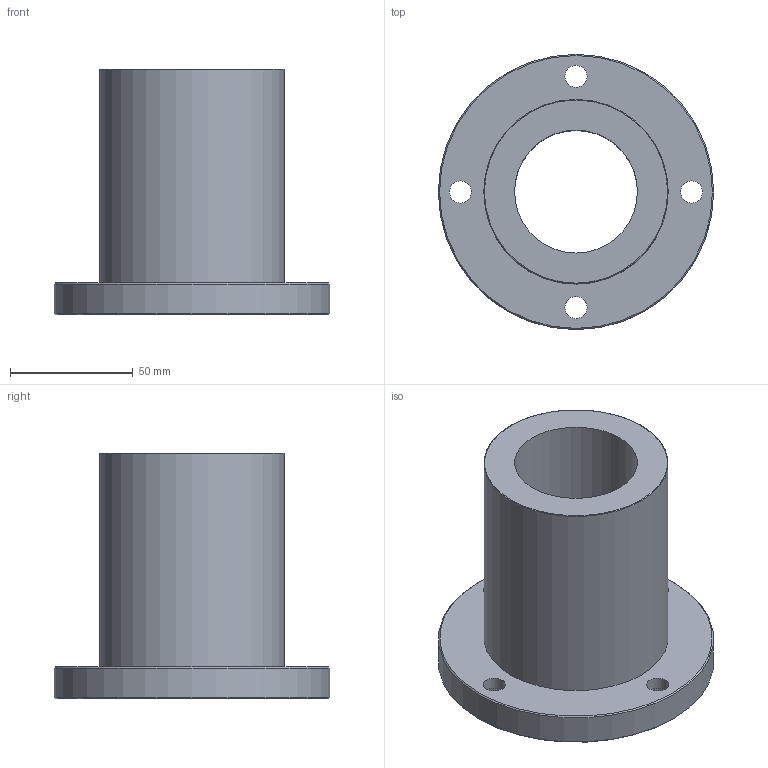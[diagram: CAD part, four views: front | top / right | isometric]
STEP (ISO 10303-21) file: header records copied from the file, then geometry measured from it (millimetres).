
FILE_DESCRIPTION(/* description */ ('KBF 50 G'),/* implementation_level */ '2;1');
FILE_NAME(/* name */ 'ZEI_CAD_101494-0-REV00_#SALL_#AIN_#V1.step',/* time_stamp */ '2022-09-15T16:36:59+02:00',/* author */ ('MiniTec'),/* organization */ ('MiniTec GmbH & Co.KG'),/* preprocessor_version */ 'ST-DEVELOPER v18.1',/* originating_system */ 'Autodesk Inventor 2021',/* authorisation */ '');
FILE_SCHEMA (('CONFIG_CONTROL_DESIGN'));
Length unit declared in the file: millimetre
Products named in the file (1): leer
Bounding box: 112 x 112 x 100 mm (x, y, z)
Volume: 309755.8 mm3; surface area: 57796.3 mm2
Topology: 1 solids, 1 shells, 21 faces, 39 edges, 25 vertices
Faces by surface type: cylinder 11, plane 7, cone 2, torus 1
Full cylindrical faces by diameter (mm): 9 x4, 14 x4, 50 x1, 75 x1, 112 x1
Entity records: 596 total; most frequent: DIRECTION 109, CARTESIAN_POINT 86, ORIENTED_EDGE 78, AXIS2_PLACEMENT_3D 48, EDGE_CURVE 39, EDGE_LOOP 36, CIRCLE 26, VERTEX_POINT 25
